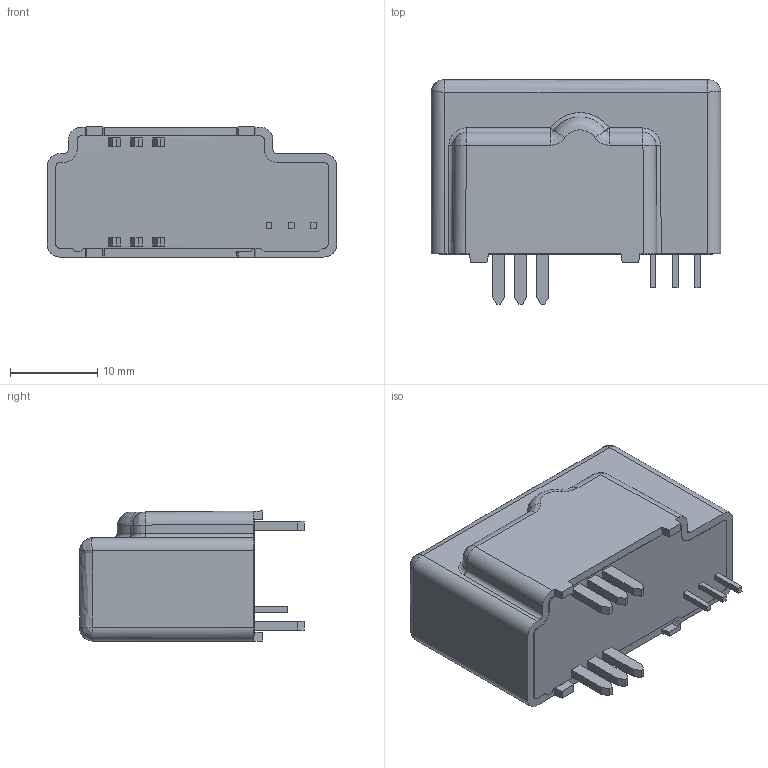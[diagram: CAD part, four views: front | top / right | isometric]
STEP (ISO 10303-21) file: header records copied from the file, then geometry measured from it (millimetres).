
FILE_DESCRIPTION (( 'STEP AP214' ), '1' );
FILE_NAME ('LAH 100-P.STEP', '2024-05-09T07:48:49', ( '' ), ( '' ), 'SwSTEP 2.0', 'SolidWorks 2023', '' );
FILE_SCHEMA (( 'AUTOMOTIVE_DESIGN' ));
Length unit declared in the file: inch
Products named in the file (2): boitier_T2; LAH 100-P
Assembly tree (1 placements, depth 2):
  LAH 100-P
    boitier_T2
Bounding box: 33.3 x 25.8 x 14.94 mm (x, y, z)
Volume: 8873.8 mm3; surface area: 2875.8 mm2
Topology: 1 solids, 2 shells, 163 faces, 410 edges, 258 vertices
Faces by surface type: plane 117, bspline 26, cylinder 20
Entity records: 9528 total; most frequent: CARTESIAN_POINT 3665, ORIENTED_EDGE 816, DIRECTION 654, EDGE_CURVE 408, LINE 322, VECTOR 322, VERTEX_POINT 258, EDGE_LOOP 172
